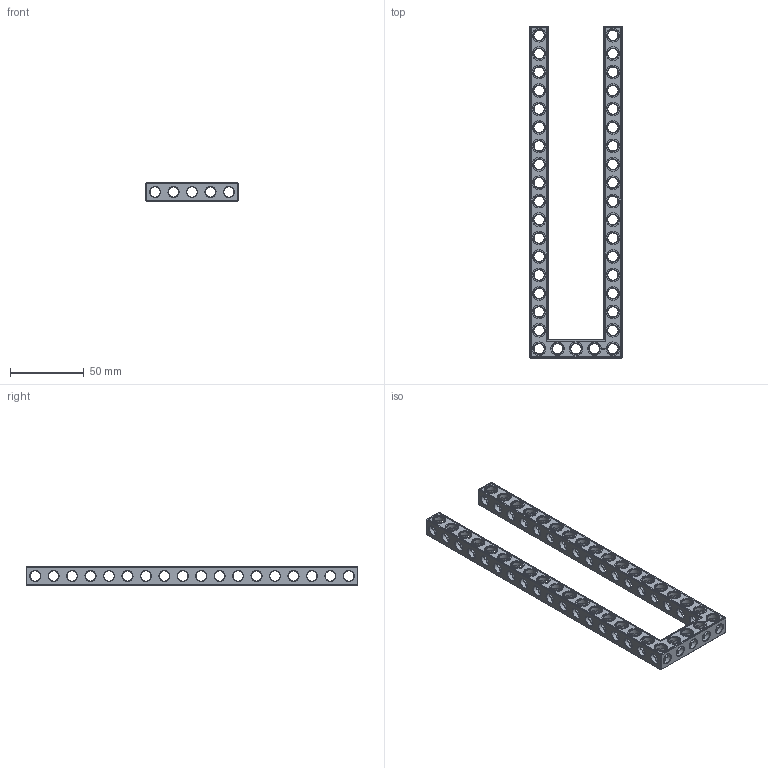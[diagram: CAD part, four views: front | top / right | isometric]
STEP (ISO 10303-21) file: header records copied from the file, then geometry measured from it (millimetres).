
FILE_DESCRIPTION(('FreeCAD Model'),'2;1');
FILE_NAME('Open CASCADE Shape Model','2022-02-23T18:08:26',( 'Paulo Kiefe'),('STEMFIE.org'),'Open CASCADE STEP processor 7.5', 'FreeCAD','Unknown');
FILE_SCHEMA(('AUTOMOTIVE_DESIGN { 1 0 10303 214 1 1 1 1 }'));
Products named in the file (1): Beam AGD ESS USH SYM BU05x18x01 - SPN-BEM-0355 (stemfie.org)
Bounding box: 62.5 x 225 x 12.5 mm (x, y, z)
Volume: 38119.9 mm3; surface area: 34022.4 mm2
Topology: 1 solids, 1 shells, 991 faces, 3012 edges, 1938 vertices
Faces by surface type: plane 416, cylinder 235, extrusion 182, cone 158
Full cylindrical faces by diameter (mm): 6.98 x38, 7 x158, 9.2 x39
Entity records: 250038 total; most frequent: CARTESIAN_POINT 194306, DIRECTION 8822, ORIENTED_EDGE 6024, PCURVE 6024, DEFINITIONAL_REPRESENTATION 6024, VECTOR 5629, LINE 5447, EDGE_CURVE 3012
